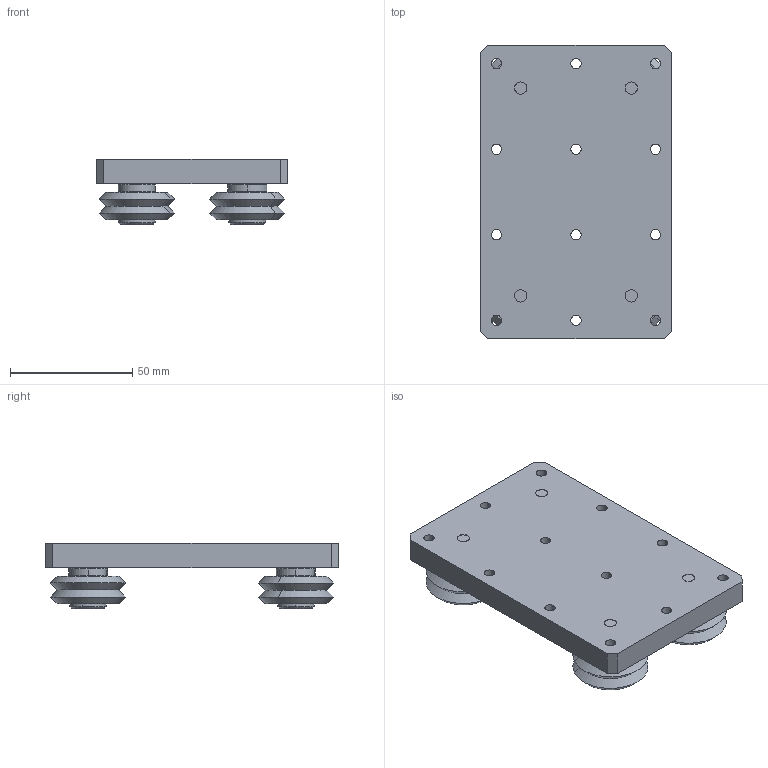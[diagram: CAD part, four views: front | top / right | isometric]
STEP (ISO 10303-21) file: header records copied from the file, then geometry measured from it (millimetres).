
FILE_DESCRIPTION (( 'STEP AP214' ), '1' );
FILE_NAME ('LWS-02-120.STEP', '2022-12-20T08:43:28', ( '' ), ( '' ), 'SwSTEP 2.0', 'SolidWorks 2020', '' );
FILE_SCHEMA (( 'AUTOMOTIVE_DESIGN' ));
Length unit declared in the file: millimetre
Products named in the file (1): LWS-02-120
Bounding box: 78 x 120 x 26.6 mm (x, y, z)
Volume: 118172.7 mm3; surface area: 46223.1 mm2
Topology: 19 solids, 23 shells, 426 faces, 896 edges, 548 vertices
Faces by surface type: cylinder 168, plane 110, cone 104, torus 44
Entity records: 16474 total; most frequent: DIRECTION 2278, CARTESIAN_POINT 1871, ORIENTED_EDGE 1792, AXIS2_PLACEMENT_3D 955, EDGE_CURVE 896, VERTEX_POINT 548, CIRCLE 528, EDGE_LOOP 526
